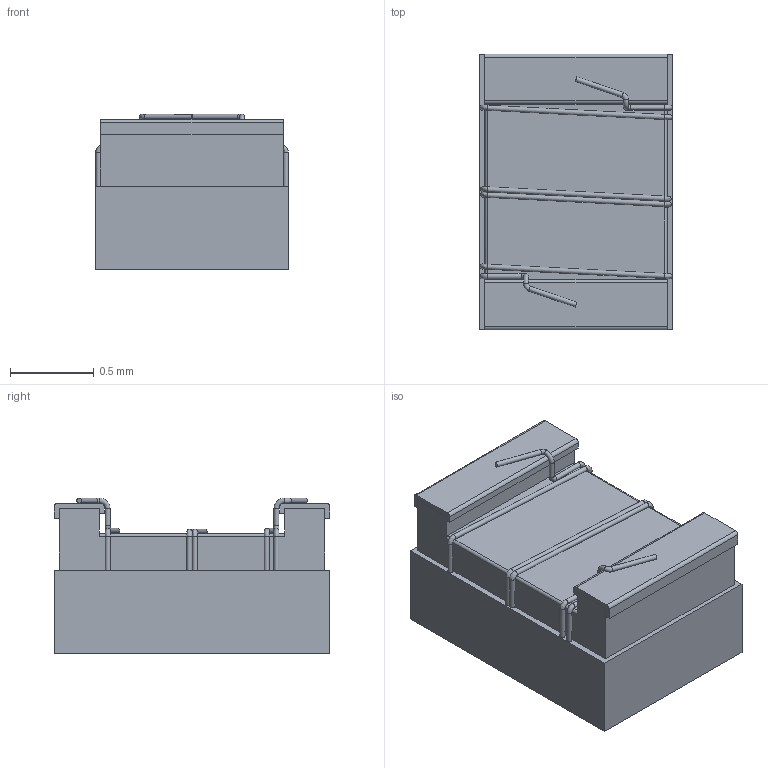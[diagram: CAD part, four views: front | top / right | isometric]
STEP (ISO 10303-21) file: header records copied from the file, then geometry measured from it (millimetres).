
FILE_DESCRIPTION(/* description */ ('Unknown'),/* implementation_level */ '2;1');
FILE_NAME(/* name */ '0603A_744761020A',/* time_stamp */ '2016-02-03T13:46:54+01:00',/* author */ ('Unknown'),/* organization */ ('Unknown'),/* preprocessor_version */ 'ST-DEVELOPER v16.7',/* originating_system */ 'DEX',/* authorisation */ $);
FILE_SCHEMA (('AUTOMOTIVE_DESIGN {1 0 10303 214 3 1 1}'));
Length unit declared in the file: millimetre
Products named in the file (3): 0603A_744761020A; Keramik; Leitfläche
Assembly tree (3 placements, depth 2):
  0603A_744761020A
    Keramik
    Leitfläche  x2
Bounding box: 1.16 x 1.65 x 0.93 mm (x, y, z)
Volume: 1.4 mm3; surface area: 11.1 mm2
Topology: 3 solids, 3 shells, 89 faces, 211 edges, 131 vertices
Faces by surface type: plane 43, cylinder 30, bspline 8, torus 8
Full cylindrical faces by diameter (mm): 0.03 x14
Entity records: 2835 total; most frequent: CARTESIAN_POINT 681, DIRECTION 334, ORIENTED_EDGE 300, EDGE_CURVE 150, AXIS2_PLACEMENT_3D 123, EDGE_LOOP 110, FACE_BOUND 110, VERTEX_POINT 106
